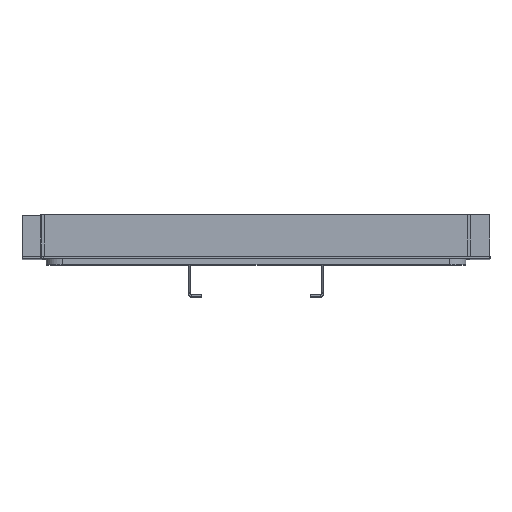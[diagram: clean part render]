
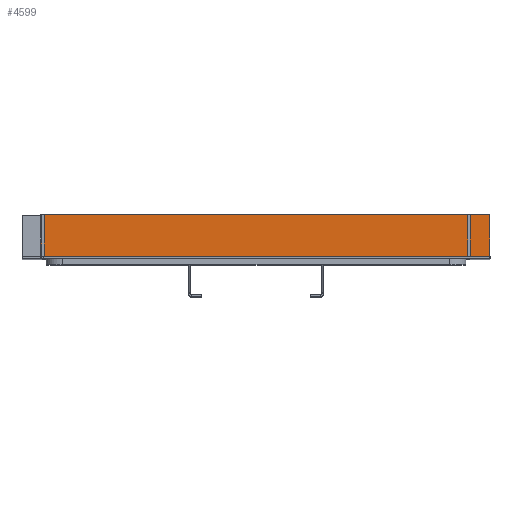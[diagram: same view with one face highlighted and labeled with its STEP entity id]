
A CAD part, top view. The second image highlights one B-rep face of the part: STEP entity #4599.
In plain terms, the highlighted face is planar.
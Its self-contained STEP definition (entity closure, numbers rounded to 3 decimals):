
#190 = CARTESIAN_POINT ( 'NONE',  ( 18., 40., 406.8 ) ) ;
#238 = CARTESIAN_POINT ( 'NONE',  ( 18., 40., 406.8 ) ) ;
#252 = AXIS2_PLACEMENT_3D ( 'NONE', #3759, #2748, #2727 ) ;
#296 = DIRECTION ( 'NONE',  ( 0., -1., 0. ) ) ;
#431 = EDGE_CURVE ( 'NONE', #1447, #4577, #3233, .T. ) ;
#476 = EDGE_CURVE ( 'NONE', #4577, #3251, #3185, .T. ) ;
#651 = EDGE_CURVE ( 'NONE', #1011, #1447, #2821, .T. ) ;
#985 = CARTESIAN_POINT ( 'NONE',  ( 18., 40., 0. ) ) ;
#1011 = VERTEX_POINT ( 'NONE', #190 ) ;
#1068 = VECTOR ( 'NONE', #296, 1000. ) ;
#1076 = LINE ( 'NONE', #238, #1068 ) ;
#1210 = CARTESIAN_POINT ( 'NONE',  ( 18., 2.6, 0. ) ) ;
#1239 = DIRECTION ( 'NONE',  ( 0., 0., -1. ) ) ;
#1447 = VERTEX_POINT ( 'NONE', #985 ) ;
#1540 = EDGE_CURVE ( 'NONE', #1011, #3251, #1076, .T. ) ;
#1902 = CARTESIAN_POINT ( 'NONE',  ( 18., 2.6, 406.8 ) ) ;
#2573 = CARTESIAN_POINT ( 'NONE',  ( 18., 40., 406.8 ) ) ;
#2727 = DIRECTION ( 'NONE',  ( 0., 1., 0. ) ) ;
#2748 = DIRECTION ( 'NONE',  ( 1., 0., 0. ) ) ;
#2751 = DIRECTION ( 'NONE',  ( 0., -1., 0. ) ) ;
#2797 = CARTESIAN_POINT ( 'NONE',  ( 18., 2.6, 406.8 ) ) ;
#2812 = VECTOR ( 'NONE', #1239, 1000. ) ;
#2821 = LINE ( 'NONE', #2573, #2812 ) ;
#2852 = DIRECTION ( 'NONE',  ( 0., 0., 1. ) ) ;
#3144 = VECTOR ( 'NONE', #2852, 1000. ) ;
#3185 = LINE ( 'NONE', #1902, #3144 ) ;
#3233 = LINE ( 'NONE', #3923, #3276 ) ;
#3251 = VERTEX_POINT ( 'NONE', #2797 ) ;
#3276 = VECTOR ( 'NONE', #2751, 1000. ) ;
#3407 = ORIENTED_EDGE ( 'NONE', *, *, #476, .T. ) ;
#3411 = ORIENTED_EDGE ( 'NONE', *, *, #431, .T. ) ;
#3759 = CARTESIAN_POINT ( 'NONE',  ( 18., 40., 406.8 ) ) ;
#3795 = PLANE ( 'NONE',  #252 ) ;
#3822 = FACE_OUTER_BOUND ( 'NONE', #4283, .T. ) ;
#3921 = ORIENTED_EDGE ( 'NONE', *, *, #651, .T. ) ;
#3923 = CARTESIAN_POINT ( 'NONE',  ( 18., 40., 0. ) ) ;
#4011 = ORIENTED_EDGE ( 'NONE', *, *, #1540, .F. ) ;
#4283 = EDGE_LOOP ( 'NONE', ( #3411, #3407, #4011, #3921 ) ) ;
#4577 = VERTEX_POINT ( 'NONE', #1210 ) ;
#4599 = ADVANCED_FACE ( 'NONE', ( #3822 ), #3795, .F. ) ;
